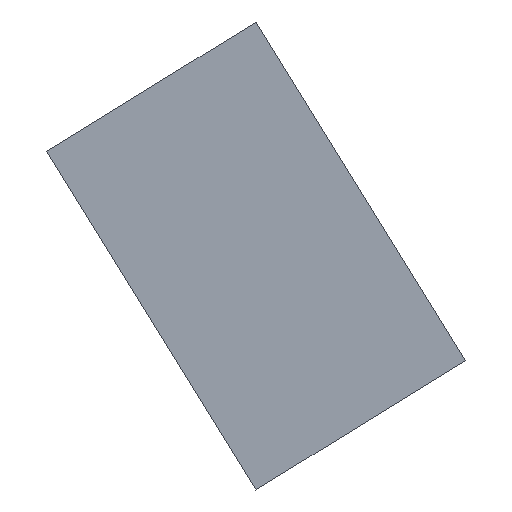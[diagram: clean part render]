
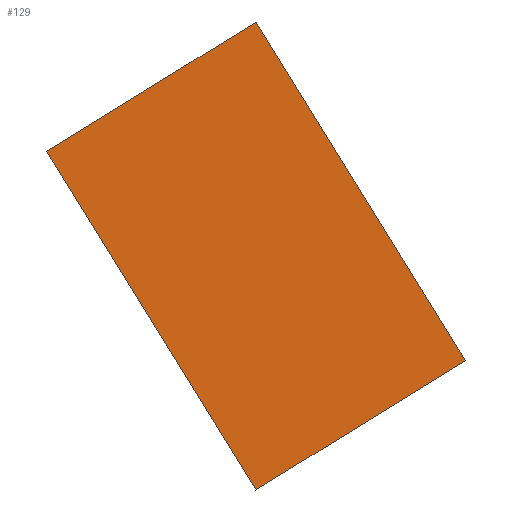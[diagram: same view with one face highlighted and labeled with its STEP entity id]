
A CAD part, front view. The second image highlights one B-rep face of the part: STEP entity #129.
In plain terms, the highlighted planar face has unit normal (0, -1, 0).
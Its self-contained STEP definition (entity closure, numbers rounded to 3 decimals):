
#21 = EDGE_CURVE('',#22,#24,#26,.T.);
#22 = VERTEX_POINT('',#23);
#23 = CARTESIAN_POINT('',(12081.942,-534.619,
    3577.968));
#24 = VERTEX_POINT('',#25);
#25 = CARTESIAN_POINT('',(12060.702,-534.619,
    3612.334));
#26 = SURFACE_CURVE('',#27,(#31,#42),.PCURVE_S1.);
#27 = LINE('',#28,#29);
#28 = CARTESIAN_POINT('',(9481.854,-534.619,
    7784.954));
#29 = VECTOR('',#30,1.);
#30 = DIRECTION('',(-0.526,0.,0.851));
#31 = PCURVE('',#32,#37);
#32 = PLANE('',#33);
#33 = AXIS2_PLACEMENT_3D('',#34,#35,#36);
#34 = CARTESIAN_POINT('',(8621.06,-45.2,
    9177.733));
#35 = DIRECTION('',(0.851,0.,0.526));
#36 = DIRECTION('',(0.,-1.,0.));
#37 = DEFINITIONAL_REPRESENTATION('',(#38),#41);
#38 = B_SPLINE_CURVE_WITH_KNOTS('',1,(#39,#40),.UNSPECIFIED.,.F.,.F.,(2,
    2),(-6103.74,-3812.704),
  .PIECEWISE_BEZIER_KNOTS.);
#39 = CARTESIAN_POINT('',(489.418,7741.055));
#40 = CARTESIAN_POINT('',(489.418,5450.018));
#41 = ( GEOMETRIC_REPRESENTATION_CONTEXT(2) 
PARAMETRIC_REPRESENTATION_CONTEXT() REPRESENTATION_CONTEXT('2D SPACE',''
  ) );
#42 = PCURVE('',#43,#48);
#43 = PLANE('',#44);
#44 = AXIS2_PLACEMENT_3D('',#45,#46,#47);
#45 = CARTESIAN_POINT('',(0.,-534.619,0.));
#46 = DIRECTION('',(0.,1.,0.));
#47 = DIRECTION('',(1.,0.,-0.));
#48 = DEFINITIONAL_REPRESENTATION('',(#49),#52);
#49 = B_SPLINE_CURVE_WITH_KNOTS('',1,(#50,#51),.UNSPECIFIED.,.F.,.F.,(2,
    2),(-6103.74,-3812.704),
  .PIECEWISE_BEZIER_KNOTS.);
#50 = CARTESIAN_POINT('',(12690.805,-2592.818));
#51 = CARTESIAN_POINT('',(11486.326,-4541.684));
#52 = ( GEOMETRIC_REPRESENTATION_CONTEXT(2) 
PARAMETRIC_REPRESENTATION_CONTEXT() REPRESENTATION_CONTEXT('2D SPACE',''
  ) );
#69 = PLANE('',#70);
#70 = AXIS2_PLACEMENT_3D('',#71,#72,#73);
#71 = CARTESIAN_POINT('',(11384.735,22.278,
    3147.066));
#72 = DIRECTION('',(-0.526,0.,0.851));
#73 = DIRECTION('',(0.851,0.,0.526));
#119 = PLANE('',#120);
#120 = AXIS2_PLACEMENT_3D('',#121,#122,#123);
#121 = CARTESIAN_POINT('',(11363.495,22.278,
    3181.432));
#122 = DIRECTION('',(-0.526,0.,0.851));
#123 = DIRECTION('',(0.851,0.,0.526));
#129 = ADVANCED_FACE('',(#130),#43,.F.);
#130 = FACE_BOUND('',#131,.F.);
#131 = EDGE_LOOP('',(#132,#153,#154,#175));
#132 = ORIENTED_EDGE('',*,*,#133,.F.);
#133 = EDGE_CURVE('',#22,#134,#136,.T.);
#134 = VERTEX_POINT('',#135);
#135 = CARTESIAN_POINT('',(12103.208,-534.619,
    3591.111));
#136 = SURFACE_CURVE('',#137,(#141,#147),.PCURVE_S1.);
#137 = LINE('',#138,#139);
#138 = CARTESIAN_POINT('',(6562.014,-534.619,
    166.429));
#139 = VECTOR('',#140,1.);
#140 = DIRECTION('',(0.851,-0.,0.526));
#141 = PCURVE('',#43,#142);
#142 = DEFINITIONAL_REPRESENTATION('',(#143),#146);
#143 = B_SPLINE_CURVE_WITH_KNOTS('',1,(#144,#145),.UNSPECIFIED.,.F.,.F.,
  (2,2),(5823.543,6721.083),
  .PIECEWISE_BEZIER_KNOTS.);
#144 = CARTESIAN_POINT('',(11515.802,-3228.071));
#145 = CARTESIAN_POINT('',(12279.292,-3699.939));
#146 = ( GEOMETRIC_REPRESENTATION_CONTEXT(2) 
PARAMETRIC_REPRESENTATION_CONTEXT() REPRESENTATION_CONTEXT('2D SPACE',''
  ) );
#147 = PCURVE('',#69,#148);
#148 = DEFINITIONAL_REPRESENTATION('',(#149),#152);
#149 = B_SPLINE_CURVE_WITH_KNOTS('',1,(#150,#151),.UNSPECIFIED.,.F.,.F.,
  (2,2),(5823.543,6721.083),
  .PIECEWISE_BEZIER_KNOTS.);
#150 = CARTESIAN_POINT('',(154.079,-556.896));
#151 = CARTESIAN_POINT('',(1051.619,-556.896));
#152 = ( GEOMETRIC_REPRESENTATION_CONTEXT(2) 
PARAMETRIC_REPRESENTATION_CONTEXT() REPRESENTATION_CONTEXT('2D SPACE',''
  ) );
#153 = ORIENTED_EDGE('',*,*,#21,.T.);
#154 = ORIENTED_EDGE('',*,*,#155,.T.);
#155 = EDGE_CURVE('',#24,#156,#158,.T.);
#156 = VERTEX_POINT('',#157);
#157 = CARTESIAN_POINT('',(12081.968,-534.619,
    3625.478));
#158 = SURFACE_CURVE('',#159,(#163,#169),.PCURVE_S1.);
#159 = LINE('',#160,#161);
#160 = CARTESIAN_POINT('',(6540.775,-534.619,
    200.796));
#161 = VECTOR('',#162,1.);
#162 = DIRECTION('',(0.851,-0.,0.526));
#163 = PCURVE('',#43,#164);
#164 = DEFINITIONAL_REPRESENTATION('',(#165),#168);
#165 = B_SPLINE_CURVE_WITH_KNOTS('',1,(#166,#167),.UNSPECIFIED.,.F.,.F.,
  (2,2),(5848.512,6721.083),
  .PIECEWISE_BEZIER_KNOTS.);
#166 = CARTESIAN_POINT('',(11515.802,-3275.564));
#167 = CARTESIAN_POINT('',(12258.053,-3734.305));
#168 = ( GEOMETRIC_REPRESENTATION_CONTEXT(2) 
PARAMETRIC_REPRESENTATION_CONTEXT() REPRESENTATION_CONTEXT('2D SPACE',''
  ) );
#169 = PCURVE('',#119,#170);
#170 = DEFINITIONAL_REPRESENTATION('',(#171),#174);
#171 = B_SPLINE_CURVE_WITH_KNOTS('',1,(#172,#173),.UNSPECIFIED.,.F.,.F.,
  (2,2),(5848.512,6721.083),
  .PIECEWISE_BEZIER_KNOTS.);
#172 = CARTESIAN_POINT('',(179.048,-556.896));
#173 = CARTESIAN_POINT('',(1051.619,-556.896));
#174 = ( GEOMETRIC_REPRESENTATION_CONTEXT(2) 
PARAMETRIC_REPRESENTATION_CONTEXT() REPRESENTATION_CONTEXT('2D SPACE',''
  ) );
#175 = ORIENTED_EDGE('',*,*,#176,.T.);
#176 = EDGE_CURVE('',#156,#134,#177,.T.);
#177 = SURFACE_CURVE('',#178,(#182,#188),.PCURVE_S1.);
#178 = LINE('',#179,#180);
#179 = CARTESIAN_POINT('',(9503.12,-534.619,
    7798.098));
#180 = VECTOR('',#181,1.);
#181 = DIRECTION('',(0.526,0.,-0.851));
#182 = PCURVE('',#43,#183);
#183 = DEFINITIONAL_REPRESENTATION('',(#184),#187);
#184 = B_SPLINE_CURVE_WITH_KNOTS('',1,(#185,#186),.UNSPECIFIED.,.F.,.F.,
  (2,2),(3804.427,6120.016),
  .PIECEWISE_BEZIER_KNOTS.);
#185 = CARTESIAN_POINT('',(11503.241,-4561.868));
#186 = CARTESIAN_POINT('',(12720.628,-2592.116));
#187 = ( GEOMETRIC_REPRESENTATION_CONTEXT(2) 
PARAMETRIC_REPRESENTATION_CONTEXT() REPRESENTATION_CONTEXT('2D SPACE',''
  ) );
#188 = PCURVE('',#189,#194);
#189 = PLANE('',#190);
#190 = AXIS2_PLACEMENT_3D('',#191,#192,#193);
#191 = CARTESIAN_POINT('',(8642.326,-45.2,
    9190.877));
#192 = DIRECTION('',(0.851,0.,0.526));
#193 = DIRECTION('',(0.,-1.,0.));
#194 = DEFINITIONAL_REPRESENTATION('',(#195),#198);
#195 = B_SPLINE_CURVE_WITH_KNOTS('',1,(#196,#197),.UNSPECIFIED.,.F.,.F.,
  (2,2),(3804.427,6120.016),
  .PIECEWISE_BEZIER_KNOTS.);
#196 = CARTESIAN_POINT('',(489.418,5441.742));
#197 = CARTESIAN_POINT('',(489.418,7757.331));
#198 = ( GEOMETRIC_REPRESENTATION_CONTEXT(2) 
PARAMETRIC_REPRESENTATION_CONTEXT() REPRESENTATION_CONTEXT('2D SPACE',''
  ) );
